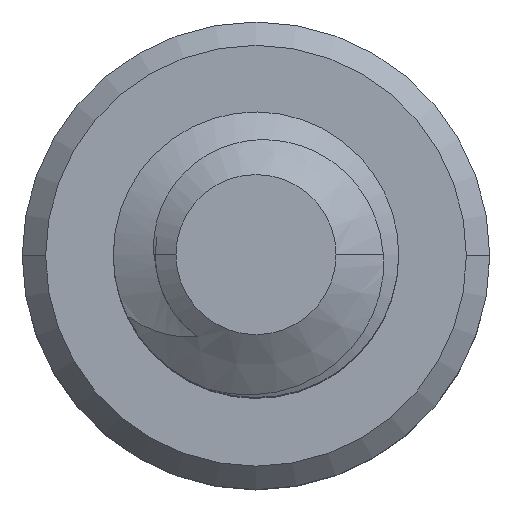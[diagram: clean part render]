
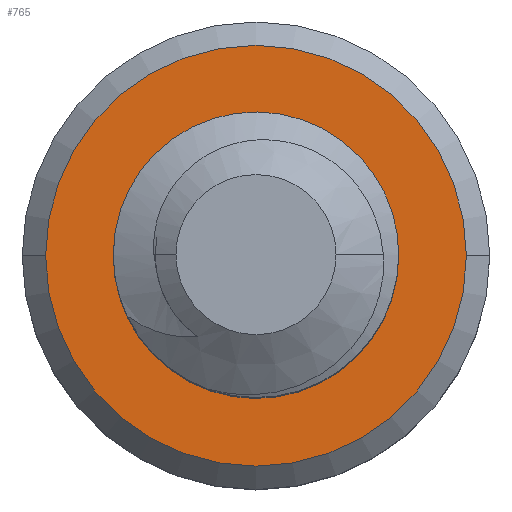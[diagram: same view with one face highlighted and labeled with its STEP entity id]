
A CAD part, top view. The second image highlights one B-rep face of the part: STEP entity #765.
In plain terms, the highlighted planar face has unit normal (0, 0, 1).
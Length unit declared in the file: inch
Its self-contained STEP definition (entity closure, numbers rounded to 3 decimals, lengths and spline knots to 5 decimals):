
#103 = VERTEX_POINT ( 'NONE', #1343 ) ;
#175 = AXIS2_PLACEMENT_3D ( 'NONE', #2430, #2427, #2425 ) ;
#225 = CIRCLE ( 'NONE', #3046, 0.069 ) ;
#264 = EDGE_LOOP ( 'NONE', ( #2829, #2634, #1160, #3103 ) ) ;
#286 = CIRCLE ( 'NONE', #905, 0.1017 ) ;
#330 = B_SPLINE_CURVE_WITH_KNOTS ( 'NONE', 3,
 ( #1936, #3006, #2130, #1824, #1823, #1819, #1812, #1806, #2442, #3152, #3147, #1803, #1796, #1791 ),
 .UNSPECIFIED., .F., .F.,
 ( 4, 2, 2, 2, 2, 2, 4 ),
 ( 0., 0.00089, 0.00178, 0.00222, 0.00267, 0.00311, 0.00356 ),
 .UNSPECIFIED. ) ;
#345 = VERTEX_POINT ( 'NONE', #456 ) ;
#384 = EDGE_CURVE ( 'NONE', #103, #2467, #2407, .T. ) ;
#402 = CARTESIAN_POINT ( 'NONE',  ( 0.03412, -0.03475, -0.3125 ) ) ;
#406 = CARTESIAN_POINT ( 'NONE',  ( 0.03902, -0.03141, -0.3125 ) ) ;
#410 = CARTESIAN_POINT ( 'NONE',  ( 0.04312, -0.02719, -0.3125 ) ) ;
#411 = CARTESIAN_POINT ( 'NONE',  ( 0.04983, -0.01748, -0.3125 ) ) ;
#417 = CARTESIAN_POINT ( 'NONE',  ( 0.05234, -0.0122, -0.3125 ) ) ;
#420 = CARTESIAN_POINT ( 'NONE',  ( 0.05565, -0.00084, -0.3125 ) ) ;
#423 = CARTESIAN_POINT ( 'NONE',  ( 0.05636, 0.00496, -0.3125 ) ) ;
#432 = CARTESIAN_POINT ( 'NONE',  ( 0.05592, 0.01675, -0.3125 ) ) ;
#436 = CARTESIAN_POINT ( 'NONE',  ( 0.02753, 0.05951, -0.3125 ) ) ;
#451 = CARTESIAN_POINT ( 'NONE',  ( 0.02239, 0.06248, -0.3125 ) ) ;
#455 = CARTESIAN_POINT ( 'NONE',  ( 0.01153, 0.06689, -0.3125 ) ) ;
#456 = CARTESIAN_POINT ( 'NONE',  ( -0.04834, 0.04923, -0.3125 ) ) ;
#464 = CARTESIAN_POINT ( 'NONE',  ( 0.00588, 0.06833, -0.3125 ) ) ;
#479 = DIRECTION ( 'NONE',  ( 1., 0., 0. ) ) ;
#487 = DIRECTION ( 'NONE',  ( 0., 0., -1. ) ) ;
#590 = CARTESIAN_POINT ( 'NONE',  ( 0.03412, -0.03475, -0.3125 ) ) ;
#753 = VERTEX_POINT ( 'NONE', #1346 ) ;
#765 = ADVANCED_FACE ( 'NONE', ( #2129, #2367 ), #1298, .F. ) ;
#895 = CARTESIAN_POINT ( 'NONE',  ( 0., 0., -0.3125 ) ) ;
#905 = AXIS2_PLACEMENT_3D ( 'NONE', #2728, #2727, #1502 ) ;
#922 = CARTESIAN_POINT ( 'NONE',  ( 0., 0.069, -0.3125 ) ) ;
#935 = CARTESIAN_POINT ( 'NONE',  ( 0.1017, 0., -0.3125 ) ) ;
#988 = EDGE_CURVE ( 'NONE', #2599, #1869, #1449, .T. ) ;
#1010 = EDGE_CURVE ( 'NONE', #753, #2599, #2771, .T. ) ;
#1160 = ORIENTED_EDGE ( 'NONE', *, *, #988, .T. ) ;
#1287 = DIRECTION ( 'NONE',  ( -1., 0., 0. ) ) ;
#1294 = DIRECTION ( 'NONE',  ( 0., 0., -1. ) ) ;
#1298 = PLANE ( 'NONE',  #2381 ) ;
#1343 = CARTESIAN_POINT ( 'NONE',  ( -0.1017, 0., -0.3125 ) ) ;
#1346 = CARTESIAN_POINT ( 'NONE',  ( 0., 0.069, -0.3125 ) ) ;
#1363 = DIRECTION ( 'NONE',  ( 1., 0., 0. ) ) ;
#1366 = DIRECTION ( 'NONE',  ( 0., 0., 1. ) ) ;
#1371 = CARTESIAN_POINT ( 'NONE',  ( 0., 0., -0.3125 ) ) ;
#1449 = CIRCLE ( 'NONE', #2363, 0.0487 ) ;
#1502 = DIRECTION ( 'NONE',  ( -1., 0., 0. ) ) ;
#1566 = CARTESIAN_POINT ( 'NONE',  ( 0.05477, 0.0225, -0.3125 ) ) ;
#1582 = CARTESIAN_POINT ( 'NONE',  ( 0.04868, 0.03892, -0.3125 ) ) ;
#1770 = CARTESIAN_POINT ( 'NONE',  ( 0., -0.0487, -0.3125 ) ) ;
#1791 = CARTESIAN_POINT ( 'NONE',  ( -0.04834, 0.04923, -0.3125 ) ) ;
#1796 = CARTESIAN_POINT ( 'NONE',  ( -0.052, 0.0446, -0.3125 ) ) ;
#1803 = CARTESIAN_POINT ( 'NONE',  ( -0.05507, 0.03952, -0.3125 ) ) ;
#1806 = CARTESIAN_POINT ( 'NONE',  ( -0.06307, 0.00562, -0.3125 ) ) ;
#1812 = CARTESIAN_POINT ( 'NONE',  ( -0.06135, -0.00599, -0.3125 ) ) ;
#1819 = CARTESIAN_POINT ( 'NONE',  ( -0.05968, -0.0116, -0.3125 ) ) ;
#1823 = CARTESIAN_POINT ( 'NONE',  ( -0.05226, -0.02769, -0.3125 ) ) ;
#1824 = CARTESIAN_POINT ( 'NONE',  ( -0.04432, -0.03688, -0.3125 ) ) ;
#1855 = EDGE_CURVE ( 'NONE', #1869, #345, #330, .T. ) ;
#1869 = VERTEX_POINT ( 'NONE', #1770 ) ;
#1936 = CARTESIAN_POINT ( 'NONE',  ( 0., -0.0487, -0.3125 ) ) ;
#1963 = EDGE_CURVE ( 'NONE', #2467, #103, #286, .T. ) ;
#2025 = EDGE_CURVE ( 'NONE', #753, #345, #225, .T. ) ;
#2129 = FACE_OUTER_BOUND ( 'NONE', #3121, .T. ) ;
#2130 = CARTESIAN_POINT ( 'NONE',  ( -0.02368, -0.04845, -0.3125 ) ) ;
#2142 = ORIENTED_EDGE ( 'NONE', *, *, #384, .T. ) ;
#2226 = CARTESIAN_POINT ( 'NONE',  ( 0.04135, 0.04877, -0.3125 ) ) ;
#2363 = AXIS2_PLACEMENT_3D ( 'NONE', #895, #487, #479 ) ;
#2367 = FACE_BOUND ( 'NONE', #264, .T. ) ;
#2381 = AXIS2_PLACEMENT_3D ( 'NONE', #3182, #1294, #1287 ) ;
#2407 = CIRCLE ( 'NONE', #175, 0.1017 ) ;
#2425 = DIRECTION ( 'NONE',  ( -1., 0., 0. ) ) ;
#2427 = DIRECTION ( 'NONE',  ( 0., 0., 1. ) ) ;
#2430 = CARTESIAN_POINT ( 'NONE',  ( 0., 0., -0.3125 ) ) ;
#2442 = CARTESIAN_POINT ( 'NONE',  ( -0.06309, 0.01154, -0.3125 ) ) ;
#2467 = VERTEX_POINT ( 'NONE', #935 ) ;
#2599 = VERTEX_POINT ( 'NONE', #590 ) ;
#2634 = ORIENTED_EDGE ( 'NONE', *, *, #1010, .T. ) ;
#2727 = DIRECTION ( 'NONE',  ( 0., 0., 1. ) ) ;
#2728 = CARTESIAN_POINT ( 'NONE',  ( 0., 0., -0.3125 ) ) ;
#2771 = B_SPLINE_CURVE_WITH_KNOTS ( 'NONE', 3,
 ( #922, #464, #455, #451, #436, #2226, #1582, #1566, #432, #423, #420, #417, #411, #410, #406, #402 ),
 .UNSPECIFIED., .F., .F.,
 ( 4, 2, 2, 2, 2, 2, 2, 4 ),
 ( 0., 0.00044, 0.00089, 0.00178, 0.00222, 0.00267, 0.00311, 0.00355 ),
 .UNSPECIFIED. ) ;
#2799 = ORIENTED_EDGE ( 'NONE', *, *, #1963, .T. ) ;
#2829 = ORIENTED_EDGE ( 'NONE', *, *, #2025, .F. ) ;
#3006 = CARTESIAN_POINT ( 'NONE',  ( -0.01169, -0.05058, -0.3125 ) ) ;
#3046 = AXIS2_PLACEMENT_3D ( 'NONE', #1371, #1366, #1363 ) ;
#3103 = ORIENTED_EDGE ( 'NONE', *, *, #1855, .T. ) ;
#3121 = EDGE_LOOP ( 'NONE', ( #2142, #2799 ) ) ;
#3147 = CARTESIAN_POINT ( 'NONE',  ( -0.05982, 0.02885, -0.3125 ) ) ;
#3152 = CARTESIAN_POINT ( 'NONE',  ( -0.06148, 0.02312, -0.3125 ) ) ;
#3182 = CARTESIAN_POINT ( 'NONE',  ( 0., 0., -0.3125 ) ) ;
